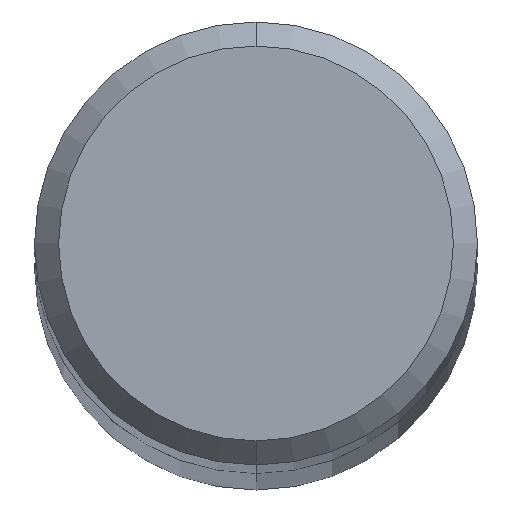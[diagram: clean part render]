
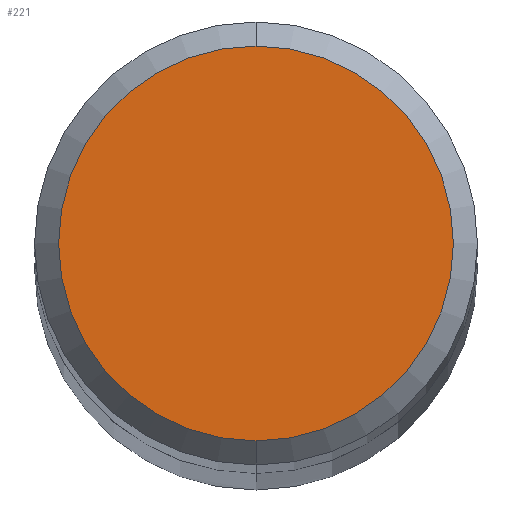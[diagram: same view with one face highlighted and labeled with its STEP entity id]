
A CAD part, top view. The second image highlights one B-rep face of the part: STEP entity #221.
In plain terms, the highlighted planar face has unit normal (0, 0, 1).
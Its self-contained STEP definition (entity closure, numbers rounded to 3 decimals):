
#221=ADVANCED_FACE('',(#487),#488,.T.);
#241=VERTEX_POINT('',#512);
#253=EDGE_CURVE('',#241,#365,#524,.T.);
#265=EDGE_CURVE('',#365,#241,#537,.T.);
#365=VERTEX_POINT('',#644);
#487=FACE_OUTER_BOUND('',#802,.T.);
#488=PLANE('',#803);
#512=CARTESIAN_POINT('',(0.0,4.1,98.0));
#524=CIRCLE('',#845,4.1);
#537=CIRCLE('',#859,4.1);
#644=CARTESIAN_POINT('',(0.,-4.1,98.0));
#802=EDGE_LOOP('',(#1364,#1365));
#803=AXIS2_PLACEMENT_3D('',#1366,#1367,#1368);
#845=AXIS2_PLACEMENT_3D('',#1421,#1422,#1423);
#859=AXIS2_PLACEMENT_3D('',#1430,#1431,#1432);
#1364=ORIENTED_EDGE('',*,*,#253,.F.);
#1365=ORIENTED_EDGE('',*,*,#265,.F.);
#1366=CARTESIAN_POINT('',(0.0,2.05,98.0));
#1367=DIRECTION('',(0.0,0.0,1.0));
#1368=DIRECTION('',(0.0,-1.0,0.0));
#1421=CARTESIAN_POINT('',(0.0,0.0,98.0));
#1422=DIRECTION('',(0.0,0.0,-1.0));
#1423=DIRECTION('',(0.0,1.0,0.0));
#1430=CARTESIAN_POINT('',(0.0,0.0,98.0));
#1431=DIRECTION('',(0.0,0.0,-1.0));
#1432=DIRECTION('',(0.0,1.0,0.0));
